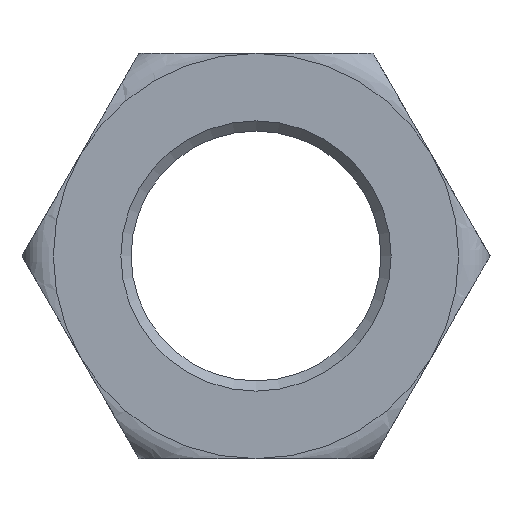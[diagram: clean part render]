
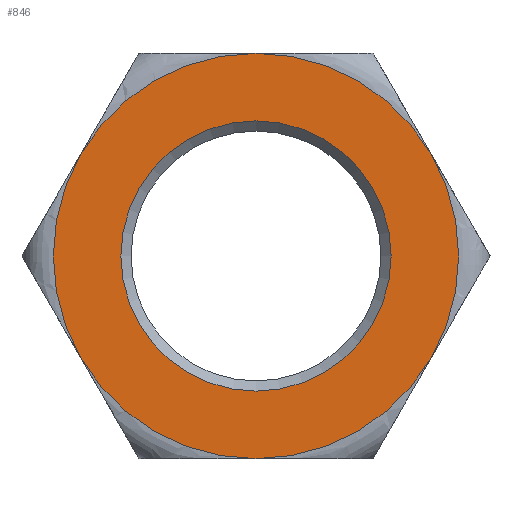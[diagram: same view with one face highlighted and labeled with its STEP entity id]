
A CAD part, front view. The second image highlights one B-rep face of the part: STEP entity #846.
In plain terms, the highlighted planar face has unit normal (0, -1, 0).
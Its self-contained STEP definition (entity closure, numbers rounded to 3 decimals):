
#65 = DIRECTION ( 'NONE',  ( 0., 1., 0. ) ) ;
#70 = EDGE_CURVE ( 'NONE', #318, #381, #716, .T. ) ;
#72 = CARTESIAN_POINT ( 'NONE',  ( 0., -8., 15. ) ) ;
#92 = EDGE_CURVE ( 'NONE', #907, #144, #827, .T. ) ;
#98 = CARTESIAN_POINT ( 'NONE',  ( 0., -8., 0. ) ) ;
#144 = VERTEX_POINT ( 'NONE', #1055 ) ;
#150 = EDGE_CURVE ( 'NONE', #192, #923, #898, .T. ) ;
#160 = DIRECTION ( 'NONE',  ( 1., 0., 0. ) ) ;
#172 = AXIS2_PLACEMENT_3D ( 'NONE', #266, #941, #842 ) ;
#192 = VERTEX_POINT ( 'NONE', #837 ) ;
#199 = DIRECTION ( 'NONE',  ( 0., 1., 0. ) ) ;
#200 = EDGE_LOOP ( 'NONE', ( #666, #643, #253, #870, #780, #721 ) ) ;
#218 = DIRECTION ( 'NONE',  ( 1., 0., 0. ) ) ;
#223 = AXIS2_PLACEMENT_3D ( 'NONE', #547, #913, #720 ) ;
#253 = ORIENTED_EDGE ( 'NONE', *, *, #977, .F. ) ;
#257 = AXIS2_PLACEMENT_3D ( 'NONE', #1017, #199, #952 ) ;
#266 = CARTESIAN_POINT ( 'NONE',  ( 0., -8., 0. ) ) ;
#278 = AXIS2_PLACEMENT_3D ( 'NONE', #98, #920, #348 ) ;
#292 = EDGE_CURVE ( 'NONE', #144, #192, #651, .T. ) ;
#298 = AXIS2_PLACEMENT_3D ( 'NONE', #972, #303, #879 ) ;
#303 = DIRECTION ( 'NONE',  ( 0., 1., 0. ) ) ;
#318 = VERTEX_POINT ( 'NONE', #608 ) ;
#333 = ORIENTED_EDGE ( 'NONE', *, *, #425, .T. ) ;
#348 = DIRECTION ( 'NONE',  ( 0., 0., 1. ) ) ;
#381 = VERTEX_POINT ( 'NONE', #840 ) ;
#391 = DIRECTION ( 'NONE',  ( 0., 1., 0. ) ) ;
#417 = FACE_OUTER_BOUND ( 'NONE', #200, .T. ) ;
#425 = EDGE_CURVE ( 'NONE', #615, #615, #1007, .T. ) ;
#547 = CARTESIAN_POINT ( 'NONE',  ( 0., -8., 0. ) ) ;
#558 = CARTESIAN_POINT ( 'NONE',  ( 0., -8., 0. ) ) ;
#566 = CARTESIAN_POINT ( 'NONE',  ( 0., -8., 0. ) ) ;
#570 = EDGE_LOOP ( 'NONE', ( #333 ) ) ;
#571 = AXIS2_PLACEMENT_3D ( 'NONE', #835, #65, #976 ) ;
#608 = CARTESIAN_POINT ( 'NONE',  ( 12.99, -8., 7.5 ) ) ;
#615 = VERTEX_POINT ( 'NONE', #954 ) ;
#624 = AXIS2_PLACEMENT_3D ( 'NONE', #558, #391, #218 ) ;
#643 = ORIENTED_EDGE ( 'NONE', *, *, #70, .F. ) ;
#644 = EDGE_CURVE ( 'NONE', #381, #907, #757, .T. ) ;
#651 = CIRCLE ( 'NONE', #257, 15. ) ;
#663 = PLANE ( 'NONE',  #571 ) ;
#666 = ORIENTED_EDGE ( 'NONE', *, *, #644, .F. ) ;
#690 = CIRCLE ( 'NONE', #1004, 15. ) ;
#716 = CIRCLE ( 'NONE', #298, 15. ) ;
#720 = DIRECTION ( 'NONE',  ( -1., 0., 0. ) ) ;
#721 = ORIENTED_EDGE ( 'NONE', *, *, #92, .F. ) ;
#757 = CIRCLE ( 'NONE', #172, 15. ) ;
#776 = CARTESIAN_POINT ( 'NONE',  ( 0., -8., -15. ) ) ;
#780 = ORIENTED_EDGE ( 'NONE', *, *, #292, .F. ) ;
#827 = CIRCLE ( 'NONE', #624, 15. ) ;
#835 = CARTESIAN_POINT ( 'NONE',  ( 0., -8., 0. ) ) ;
#837 = CARTESIAN_POINT ( 'NONE',  ( -12.99, -8., 7.5 ) ) ;
#840 = CARTESIAN_POINT ( 'NONE',  ( 12.99, -8., -7.5 ) ) ;
#842 = DIRECTION ( 'NONE',  ( 1., 0., 0. ) ) ;
#846 = ADVANCED_FACE ( 'NONE', ( #965, #417 ), #663, .F. ) ;
#870 = ORIENTED_EDGE ( 'NONE', *, *, #150, .F. ) ;
#879 = DIRECTION ( 'NONE',  ( 1., 0., 0. ) ) ;
#898 = CIRCLE ( 'NONE', #223, 15. ) ;
#899 = DIRECTION ( 'NONE',  ( 0., 1., 0. ) ) ;
#907 = VERTEX_POINT ( 'NONE', #776 ) ;
#913 = DIRECTION ( 'NONE',  ( 0., 1., 0. ) ) ;
#920 = DIRECTION ( 'NONE',  ( 0., 1., 0. ) ) ;
#923 = VERTEX_POINT ( 'NONE', #72 ) ;
#941 = DIRECTION ( 'NONE',  ( 0., 1., 0. ) ) ;
#952 = DIRECTION ( 'NONE',  ( 1., 0., 0. ) ) ;
#954 = CARTESIAN_POINT ( 'NONE',  ( 0., -8., 10. ) ) ;
#965 = FACE_BOUND ( 'NONE', #570, .T. ) ;
#972 = CARTESIAN_POINT ( 'NONE',  ( 0., -8., 0. ) ) ;
#976 = DIRECTION ( 'NONE',  ( 0., 0., 1. ) ) ;
#977 = EDGE_CURVE ( 'NONE', #923, #318, #690, .T. ) ;
#1004 = AXIS2_PLACEMENT_3D ( 'NONE', #566, #899, #160 ) ;
#1007 = CIRCLE ( 'NONE', #278, 10. ) ;
#1017 = CARTESIAN_POINT ( 'NONE',  ( 0., -8., 0. ) ) ;
#1055 = CARTESIAN_POINT ( 'NONE',  ( -12.99, -8., -7.5 ) ) ;
